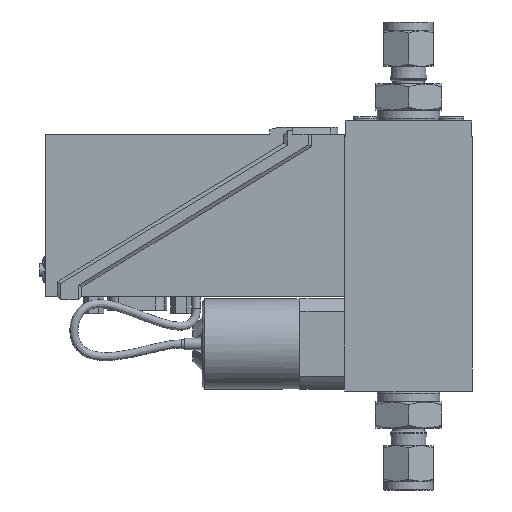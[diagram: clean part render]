
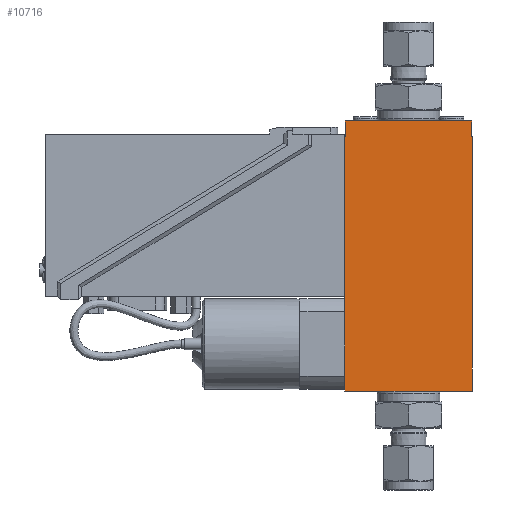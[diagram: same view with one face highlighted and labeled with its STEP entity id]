
A CAD part, left-side view. The second image highlights one B-rep face of the part: STEP entity #10716.
In plain terms, the highlighted planar face has unit normal (-1, 0, 0).
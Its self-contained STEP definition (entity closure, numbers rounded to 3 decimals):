
#629=LINE('',#15405,#1532);
#654=LINE('',#15740,#1557);
#1126=LINE('',#28306,#2029);
#1127=LINE('',#28307,#2030);
#1128=LINE('',#28309,#2031);
#1129=LINE('',#28311,#2032);
#1130=LINE('',#28312,#2033);
#1131=LINE('',#28313,#2034);
#1132=LINE('',#28314,#2035);
#1133=LINE('',#28315,#2036);
#1532=VECTOR('',#12463,10.);
#1557=VECTOR('',#12682,10.);
#2029=VECTOR('',#14080,10.);
#2030=VECTOR('',#14081,10.);
#2031=VECTOR('',#14082,10.);
#2032=VECTOR('',#14083,10.);
#2033=VECTOR('',#14084,10.);
#2034=VECTOR('',#14085,10.);
#2035=VECTOR('',#14086,10.);
#2036=VECTOR('',#14087,10.);
#2935=FACE_OUTER_BOUND('',#3640,.T.);
#3640=EDGE_LOOP('',(#8971,#8972,#8973,#8974,#8975,#8976,#8977,#8978,#8979,
#8980));
#4365=VERTEX_POINT('',#15398);
#4368=VERTEX_POINT('',#15403);
#4435=VERTEX_POINT('',#15734);
#4437=VERTEX_POINT('',#15738);
#4834=VERTEX_POINT('',#27914);
#4839=VERTEX_POINT('',#27928);
#4934=VERTEX_POINT('',#28304);
#4935=VERTEX_POINT('',#28305);
#4936=VERTEX_POINT('',#28308);
#4937=VERTEX_POINT('',#28310);
#5483=EDGE_CURVE('',#4368,#4365,#629,.T.);
#5599=EDGE_CURVE('',#4435,#4437,#654,.T.);
#6339=EDGE_CURVE('',#4934,#4935,#1126,.T.);
#6340=EDGE_CURVE('',#4935,#4435,#1127,.T.);
#6341=EDGE_CURVE('',#4936,#4437,#1128,.T.);
#6342=EDGE_CURVE('',#4936,#4937,#1129,.T.);
#6343=EDGE_CURVE('',#4839,#4937,#1130,.T.);
#6344=EDGE_CURVE('',#4834,#4839,#1131,.T.);
#6345=EDGE_CURVE('',#4365,#4834,#1132,.T.);
#6346=EDGE_CURVE('',#4368,#4934,#1133,.T.);
#8971=ORIENTED_EDGE('',*,*,#6339,.T.);
#8972=ORIENTED_EDGE('',*,*,#6340,.T.);
#8973=ORIENTED_EDGE('',*,*,#5599,.T.);
#8974=ORIENTED_EDGE('',*,*,#6341,.F.);
#8975=ORIENTED_EDGE('',*,*,#6342,.T.);
#8976=ORIENTED_EDGE('',*,*,#6343,.F.);
#8977=ORIENTED_EDGE('',*,*,#6344,.F.);
#8978=ORIENTED_EDGE('',*,*,#6345,.F.);
#8979=ORIENTED_EDGE('',*,*,#5483,.F.);
#8980=ORIENTED_EDGE('',*,*,#6346,.T.);
#10152=PLANE('',#11696);
#10716=ADVANCED_FACE('',(#2935),#10152,.T.);
#11696=AXIS2_PLACEMENT_3D('',#28303,#14078,#14079);
#12463=DIRECTION('',(0.,1.,0.));
#12682=DIRECTION('',(0.,1.,0.));
#14078=DIRECTION('center_axis',(-1.,0.,0.));
#14079=DIRECTION('ref_axis',(0.,0.,1.));
#14080=DIRECTION('',(0.,1.,0.));
#14081=DIRECTION('',(0.,0.,1.));
#14082=DIRECTION('',(0.,0.,1.));
#14083=DIRECTION('',(0.,1.,0.));
#14084=DIRECTION('',(0.,0.,1.));
#14085=DIRECTION('',(0.,0.,1.));
#14086=DIRECTION('',(0.,0.,1.));
#14087=DIRECTION('',(0.,0.,1.));
#15398=CARTESIAN_POINT('',(85.89,184.081,-25.748));
#15403=CARTESIAN_POINT('',(85.89,147.481,-25.748));
#15405=CARTESIAN_POINT('',(85.89,147.481,-25.748));
#15734=CARTESIAN_POINT('',(85.89,147.581,51.752));
#15738=CARTESIAN_POINT('',(85.89,183.981,51.752));
#15740=CARTESIAN_POINT('',(85.89,147.581,51.752));
#27914=CARTESIAN_POINT('',(85.89,184.081,-21.831));
#27928=CARTESIAN_POINT('',(85.89,184.081,-2.664));
#28303=CARTESIAN_POINT('Origin',(85.89,147.481,-25.748));
#28304=CARTESIAN_POINT('',(85.89,147.481,47.252));
#28305=CARTESIAN_POINT('',(85.89,147.581,47.252));
#28306=CARTESIAN_POINT('',(85.89,147.481,47.252));
#28307=CARTESIAN_POINT('',(85.89,147.581,47.252));
#28308=CARTESIAN_POINT('',(85.89,183.981,47.252));
#28309=CARTESIAN_POINT('',(85.89,183.981,47.252));
#28310=CARTESIAN_POINT('',(85.89,184.081,47.252));
#28311=CARTESIAN_POINT('',(85.89,147.481,47.252));
#28312=CARTESIAN_POINT('',(85.89,184.081,-25.748));
#28313=CARTESIAN_POINT('',(85.89,184.081,-25.748));
#28314=CARTESIAN_POINT('',(85.89,184.081,-25.748));
#28315=CARTESIAN_POINT('',(85.89,147.481,-25.748));
